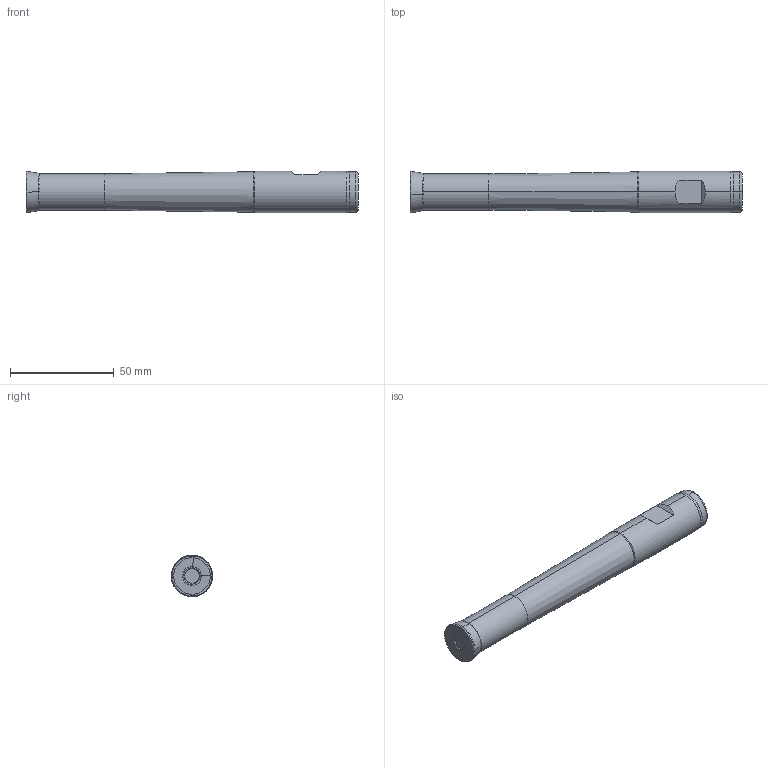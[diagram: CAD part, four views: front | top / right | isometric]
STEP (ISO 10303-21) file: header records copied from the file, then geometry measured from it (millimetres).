
FILE_DESCRIPTION (( 'STEP AP214' ), '1' );
FILE_NAME ('ACBM-CC06-D20X9-W20-L160-Z02-H-LIGHT.STP', '2023-12-04T12:52:27', ( '' ), ( '' ), 'SwSTEP 2.0', 'SolidWorks 2018', '' );
FILE_SCHEMA (( 'AUTOMOTIVE_DESIGN' ));
Length unit declared in the file: millimetre
Products named in the file (1): ACBM-CC06-D20X9-W20-L160-Z02-H-LIGHT
Bounding box: 160 x 20 x 20 mm (x, y, z)
Volume: 45605.8 mm3; surface area: 10952.4 mm2
Topology: 2 solids, 2 shells, 42 faces, 89 edges, 50 vertices
Faces by surface type: bspline 14, plane 10, cone 8, cylinder 6, torus 4
Entity records: 1632 total; most frequent: CARTESIAN_POINT 538, DIRECTION 197, ORIENTED_EDGE 178, EDGE_CURVE 89, AXIS2_PLACEMENT_3D 85, CIRCLE 56, VERTEX_POINT 50, EDGE_LOOP 43
